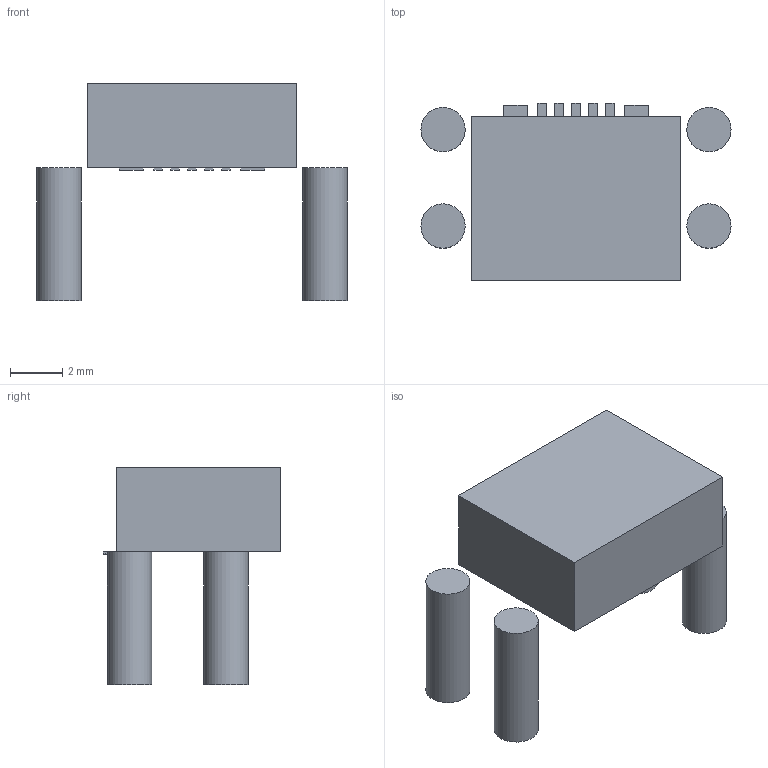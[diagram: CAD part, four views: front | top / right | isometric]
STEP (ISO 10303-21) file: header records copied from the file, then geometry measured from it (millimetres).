
FILE_DESCRIPTION(('FreeCAD Model'),'2;1');
FILE_NAME('13540170.1.6.stp','2021-03-25T05:17:46',( 'Author'),(''),'Open CASCADE STEP processor 6.9','FreeCAD','Unknown' );
FILE_SCHEMA(('AUTOMOTIVE_DESIGN { 1 0 10303 214 1 1 1 1 }'));
Length unit declared in the file: millimetre
Products named in the file (4): ASSEMBLY; Body; Pins; Leads
Assembly tree (3 placements, depth 2):
  ASSEMBLY
    Body
    Pins
    Leads
Bounding box: 11.9 x 6.81 x 8.34 mm (x, y, z)
Volume: 210.9 mm3; surface area: 333.2 mm2
Topology: 12 solids, 12 shells, 60 faces, 108 edges, 72 vertices
Faces by surface type: plane 56, cylinder 4
Full cylindrical faces by diameter (mm): 1.7 x4
Entity records: 2999 total; most frequent: CARTESIAN_POINT 460, DIRECTION 460, LINE 308, VECTOR 308, ORIENTED_EDGE 216, PCURVE 216, DEFINITIONAL_REPRESENTATION 216, EDGE_CURVE 108
